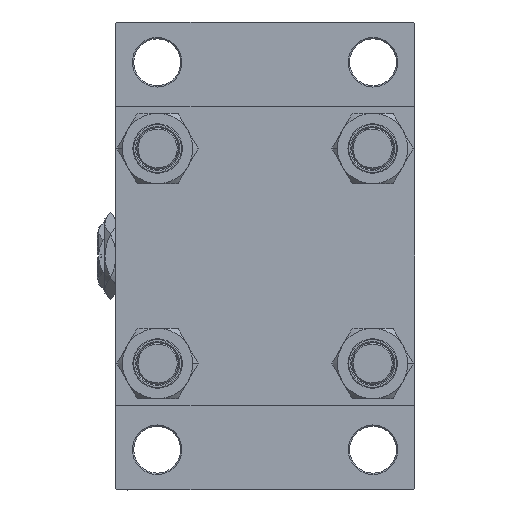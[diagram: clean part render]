
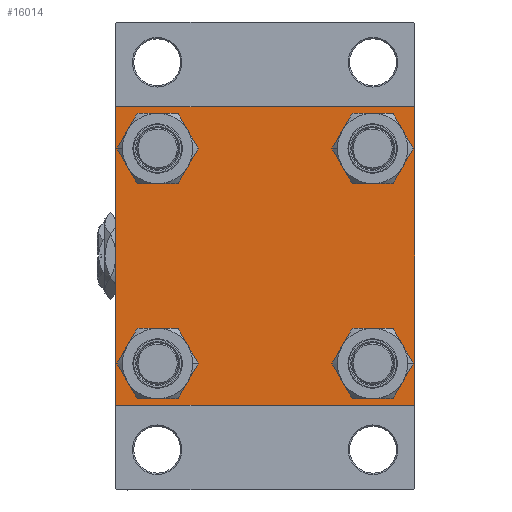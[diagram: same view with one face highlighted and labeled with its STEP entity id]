
A CAD part, left-side view. The second image highlights one B-rep face of the part: STEP entity #16014.
In plain terms, the highlighted planar face has unit normal (-1, 0, 0).
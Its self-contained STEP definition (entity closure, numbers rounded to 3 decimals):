
#67 = CARTESIAN_POINT ( 'NONE',  ( 0., 57.5, -57. ) ) ;
#234 = ORIENTED_EDGE ( 'NONE', *, *, #30085, .T. ) ;
#1405 = DIRECTION ( 'NONE',  ( 0., 0., 1. ) ) ;
#1436 = VERTEX_POINT ( 'NONE', #28128 ) ;
#1998 = CARTESIAN_POINT ( 'NONE',  ( 0., 57.25, -57.25 ) ) ;
#3352 = EDGE_CURVE ( 'NONE', #12133, #38314, #25183, .T. ) ;
#3429 = DIRECTION ( 'NONE',  ( 1., 0., 0. ) ) ;
#3605 = LINE ( 'NONE', #6638, #41359 ) ;
#3925 = FACE_BOUND ( 'NONE', #22160, .T. ) ;
#4603 = CARTESIAN_POINT ( 'NONE',  ( 0., -57.5, 57. ) ) ;
#5067 = EDGE_CURVE ( 'NONE', #32909, #47297, #37430, .T. ) ;
#5104 = CIRCLE ( 'NONE', #33251, 8.5 ) ;
#5186 = DIRECTION ( 'NONE',  ( 1., 0., 0. ) ) ;
#5188 = VERTEX_POINT ( 'NONE', #14103 ) ;
#5313 = ORIENTED_EDGE ( 'NONE', *, *, #25425, .T. ) ;
#5528 = DIRECTION ( 'NONE',  ( 0., -0.707, 0.707 ) ) ;
#5676 = EDGE_CURVE ( 'NONE', #13808, #48663, #6094, .T. ) ;
#5933 = DIRECTION ( 'NONE',  ( 1., 0., 0. ) ) ;
#6019 = VERTEX_POINT ( 'NONE', #34495 ) ;
#6094 = CIRCLE ( 'NONE', #16523, 8.5 ) ;
#6281 = DIRECTION ( 'NONE',  ( 0., -0.707, -0.707 ) ) ;
#6638 = CARTESIAN_POINT ( 'NONE',  ( 0., 57.25, 57.25 ) ) ;
#6889 = ORIENTED_EDGE ( 'NONE', *, *, #45234, .T. ) ;
#8384 = DIRECTION ( 'NONE',  ( 0., -1., 0. ) ) ;
#8450 = DIRECTION ( 'NONE',  ( 0., 0., 1. ) ) ;
#8594 = DIRECTION ( 'NONE',  ( 1., 0., 0. ) ) ;
#8687 = VECTOR ( 'NONE', #31297, 1000. ) ;
#9285 = ORIENTED_EDGE ( 'NONE', *, *, #36836, .T. ) ;
#9623 = CARTESIAN_POINT ( 'NONE',  ( 0., -41.35, -49.85 ) ) ;
#10325 = AXIS2_PLACEMENT_3D ( 'NONE', #39413, #31868, #8450 ) ;
#10432 = CARTESIAN_POINT ( 'NONE',  ( 0., 57., 57.5 ) ) ;
#11064 = VECTOR ( 'NONE', #5528, 1000. ) ;
#11370 = EDGE_CURVE ( 'NONE', #33001, #5188, #12388, .T. ) ;
#11396 = EDGE_LOOP ( 'NONE', ( #5313, #9285 ) ) ;
#11710 = VECTOR ( 'NONE', #45092, 1000. ) ;
#11981 = FACE_BOUND ( 'NONE', #40304, .T. ) ;
#12133 = VERTEX_POINT ( 'NONE', #67 ) ;
#12388 = LINE ( 'NONE', #38099, #8687 ) ;
#12957 = CIRCLE ( 'NONE', #13741, 8.5 ) ;
#13085 = CARTESIAN_POINT ( 'NONE',  ( 0., 41.35, -32.85 ) ) ;
#13099 = AXIS2_PLACEMENT_3D ( 'NONE', #28275, #23749, #35815 ) ;
#13741 = AXIS2_PLACEMENT_3D ( 'NONE', #43078, #8594, #23965 ) ;
#13808 = VERTEX_POINT ( 'NONE', #9623 ) ;
#14043 = ORIENTED_EDGE ( 'NONE', *, *, #11370, .F. ) ;
#14103 = CARTESIAN_POINT ( 'NONE',  ( 0., -57.5, -57. ) ) ;
#14706 = CARTESIAN_POINT ( 'NONE',  ( 0., 41.35, -41.35 ) ) ;
#14933 = CARTESIAN_POINT ( 'NONE',  ( 0., -57.25, 57.25 ) ) ;
#15343 = ORIENTED_EDGE ( 'NONE', *, *, #33776, .T. ) ;
#15466 = VECTOR ( 'NONE', #44011, 1000. ) ;
#16014 = ADVANCED_FACE ( 'NONE', ( #16510, #11981, #19795, #3925, #16258 ), #35385, .T. ) ;
#16258 = FACE_OUTER_BOUND ( 'NONE', #16345, .T. ) ;
#16305 = CARTESIAN_POINT ( 'NONE',  ( 0., -57., -57.5 ) ) ;
#16329 = CARTESIAN_POINT ( 'NONE',  ( 0., 57.5, -57.5 ) ) ;
#16345 = EDGE_LOOP ( 'NONE', ( #6889, #28752, #15343, #32272, #14043, #21128, #36458, #27005 ) ) ;
#16510 = FACE_BOUND ( 'NONE', #11396, .T. ) ;
#16523 = AXIS2_PLACEMENT_3D ( 'NONE', #32891, #5933, #1405 ) ;
#18312 = CARTESIAN_POINT ( 'NONE',  ( 0., 41.35, -49.85 ) ) ;
#18727 = DIRECTION ( 'NONE',  ( 0., 0.707, 0.707 ) ) ;
#18988 = DIRECTION ( 'NONE',  ( 0., 0.707, -0.707 ) ) ;
#19547 = CIRCLE ( 'NONE', #30001, 8.5 ) ;
#19795 = FACE_BOUND ( 'NONE', #35370, .T. ) ;
#19862 = LINE ( 'NONE', #16329, #15466 ) ;
#20499 = CIRCLE ( 'NONE', #27710, 8.5 ) ;
#20566 = DIRECTION ( 'NONE',  ( 0., 0., 1. ) ) ;
#20998 = EDGE_CURVE ( 'NONE', #47297, #32909, #12957, .T. ) ;
#21094 = CIRCLE ( 'NONE', #13099, 8.5 ) ;
#21128 = ORIENTED_EDGE ( 'NONE', *, *, #31272, .T. ) ;
#21185 = CARTESIAN_POINT ( 'NONE',  ( 0., 41.35, 41.35 ) ) ;
#22160 = EDGE_LOOP ( 'NONE', ( #37215, #43008 ) ) ;
#22162 = AXIS2_PLACEMENT_3D ( 'NONE', #21185, #36518, #29715 ) ;
#22337 = DIRECTION ( 'NONE',  ( 0., 0., 1. ) ) ;
#22830 = CARTESIAN_POINT ( 'NONE',  ( 0., -41.35, 49.85 ) ) ;
#23224 = VERTEX_POINT ( 'NONE', #16305 ) ;
#23634 = VECTOR ( 'NONE', #18727, 1000. ) ;
#23749 = DIRECTION ( 'NONE',  ( 1., 0., 0. ) ) ;
#23965 = DIRECTION ( 'NONE',  ( 0., 0., 1. ) ) ;
#24538 = ORIENTED_EDGE ( 'NONE', *, *, #27937, .T. ) ;
#25183 = LINE ( 'NONE', #1998, #26306 ) ;
#25425 = EDGE_CURVE ( 'NONE', #42567, #6019, #19547, .T. ) ;
#25445 = VERTEX_POINT ( 'NONE', #18312 ) ;
#26207 = CARTESIAN_POINT ( 'NONE',  ( 0., -41.35, -32.85 ) ) ;
#26306 = VECTOR ( 'NONE', #6281, 1000. ) ;
#27005 = ORIENTED_EDGE ( 'NONE', *, *, #41552, .T. ) ;
#27710 = AXIS2_PLACEMENT_3D ( 'NONE', #14706, #30077, #45408 ) ;
#27937 = EDGE_CURVE ( 'NONE', #48663, #13808, #21094, .T. ) ;
#28128 = CARTESIAN_POINT ( 'NONE',  ( 0., -57., 57.5 ) ) ;
#28275 = CARTESIAN_POINT ( 'NONE',  ( 0., -41.35, -41.35 ) ) ;
#28685 = ORIENTED_EDGE ( 'NONE', *, *, #38869, .T. ) ;
#28752 = ORIENTED_EDGE ( 'NONE', *, *, #3352, .T. ) ;
#29501 = LINE ( 'NONE', #43676, #11710 ) ;
#29640 = CARTESIAN_POINT ( 'NONE',  ( 0., -41.35, 41.35 ) ) ;
#29715 = DIRECTION ( 'NONE',  ( 0., 0., 1. ) ) ;
#29902 = ORIENTED_EDGE ( 'NONE', *, *, #5676, .T. ) ;
#30001 = AXIS2_PLACEMENT_3D ( 'NONE', #29640, #3429, #22337 ) ;
#30077 = DIRECTION ( 'NONE',  ( 1., 0., 0. ) ) ;
#30085 = EDGE_CURVE ( 'NONE', #25445, #49379, #5104, .T. ) ;
#30090 = CARTESIAN_POINT ( 'NONE',  ( 0., -41.35, 41.35 ) ) ;
#31272 = EDGE_CURVE ( 'NONE', #33001, #1436, #38341, .T. ) ;
#31297 = DIRECTION ( 'NONE',  ( 0., 0., -1. ) ) ;
#31670 = CIRCLE ( 'NONE', #46100, 8.5 ) ;
#31868 = DIRECTION ( 'NONE',  ( -1., 0., 0. ) ) ;
#32272 = ORIENTED_EDGE ( 'NONE', *, *, #49436, .T. ) ;
#32891 = CARTESIAN_POINT ( 'NONE',  ( 0., -41.35, -41.35 ) ) ;
#32909 = VERTEX_POINT ( 'NONE', #36632 ) ;
#33001 = VERTEX_POINT ( 'NONE', #4603 ) ;
#33251 = AXIS2_PLACEMENT_3D ( 'NONE', #39685, #5186, #20566 ) ;
#33776 = EDGE_CURVE ( 'NONE', #38314, #23224, #19862, .T. ) ;
#34495 = CARTESIAN_POINT ( 'NONE',  ( 0., -41.35, 32.85 ) ) ;
#35295 = VERTEX_POINT ( 'NONE', #10432 ) ;
#35321 = CARTESIAN_POINT ( 'NONE',  ( 0., 57.5, 57.5 ) ) ;
#35370 = EDGE_LOOP ( 'NONE', ( #28685, #234 ) ) ;
#35385 = PLANE ( 'NONE',  #10325 ) ;
#35576 = EDGE_CURVE ( 'NONE', #35295, #1436, #39348, .T. ) ;
#35815 = DIRECTION ( 'NONE',  ( 0., 0., 1. ) ) ;
#36458 = ORIENTED_EDGE ( 'NONE', *, *, #35576, .F. ) ;
#36487 = LINE ( 'NONE', #40026, #11064 ) ;
#36518 = DIRECTION ( 'NONE',  ( 1., 0., 0. ) ) ;
#36632 = CARTESIAN_POINT ( 'NONE',  ( 0., 41.35, 49.85 ) ) ;
#36836 = EDGE_CURVE ( 'NONE', #6019, #42567, #31670, .T. ) ;
#37215 = ORIENTED_EDGE ( 'NONE', *, *, #5067, .T. ) ;
#37430 = CIRCLE ( 'NONE', #22162, 8.5 ) ;
#38099 = CARTESIAN_POINT ( 'NONE',  ( 0., -57.5, 57.5 ) ) ;
#38314 = VERTEX_POINT ( 'NONE', #38969 ) ;
#38341 = LINE ( 'NONE', #14933, #23634 ) ;
#38869 = EDGE_CURVE ( 'NONE', #49379, #25445, #20499, .T. ) ;
#38969 = CARTESIAN_POINT ( 'NONE',  ( 0., 57., -57.5 ) ) ;
#39348 = LINE ( 'NONE', #35321, #39647 ) ;
#39413 = CARTESIAN_POINT ( 'NONE',  ( 0., 0., 0. ) ) ;
#39647 = VECTOR ( 'NONE', #8384, 1000. ) ;
#39685 = CARTESIAN_POINT ( 'NONE',  ( 0., 41.35, -41.35 ) ) ;
#40026 = CARTESIAN_POINT ( 'NONE',  ( 0., -57.25, -57.25 ) ) ;
#40304 = EDGE_LOOP ( 'NONE', ( #24538, #29902 ) ) ;
#41359 = VECTOR ( 'NONE', #18988, 1000. ) ;
#41552 = EDGE_CURVE ( 'NONE', #35295, #44456, #3605, .T. ) ;
#42567 = VERTEX_POINT ( 'NONE', #22830 ) ;
#43008 = ORIENTED_EDGE ( 'NONE', *, *, #20998, .T. ) ;
#43078 = CARTESIAN_POINT ( 'NONE',  ( 0., 41.35, 41.35 ) ) ;
#43394 = CARTESIAN_POINT ( 'NONE',  ( 0., 41.35, 32.85 ) ) ;
#43676 = CARTESIAN_POINT ( 'NONE',  ( 0., 57.5, 57.5 ) ) ;
#43794 = CARTESIAN_POINT ( 'NONE',  ( 0., 57.5, 57. ) ) ;
#44011 = DIRECTION ( 'NONE',  ( 0., -1., 0. ) ) ;
#44456 = VERTEX_POINT ( 'NONE', #43794 ) ;
#45092 = DIRECTION ( 'NONE',  ( 0., 0., -1. ) ) ;
#45234 = EDGE_CURVE ( 'NONE', #44456, #12133, #29501, .T. ) ;
#45408 = DIRECTION ( 'NONE',  ( 0., 0., 1. ) ) ;
#45424 = DIRECTION ( 'NONE',  ( 0., 0., 1. ) ) ;
#46100 = AXIS2_PLACEMENT_3D ( 'NONE', #30090, #48271, #45424 ) ;
#47297 = VERTEX_POINT ( 'NONE', #43394 ) ;
#48271 = DIRECTION ( 'NONE',  ( 1., 0., 0. ) ) ;
#48663 = VERTEX_POINT ( 'NONE', #26207 ) ;
#49379 = VERTEX_POINT ( 'NONE', #13085 ) ;
#49436 = EDGE_CURVE ( 'NONE', #23224, #5188, #36487, .T. ) ;
